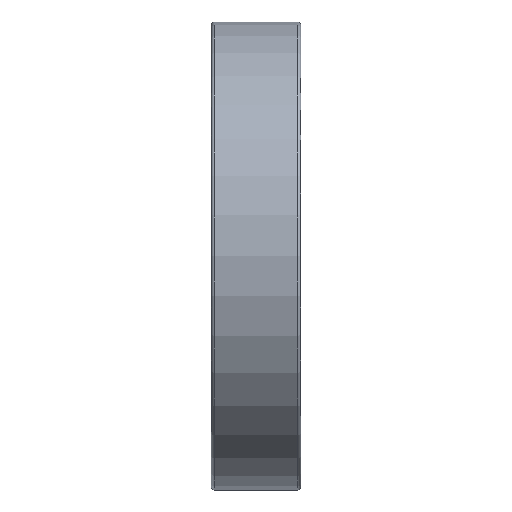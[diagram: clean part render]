
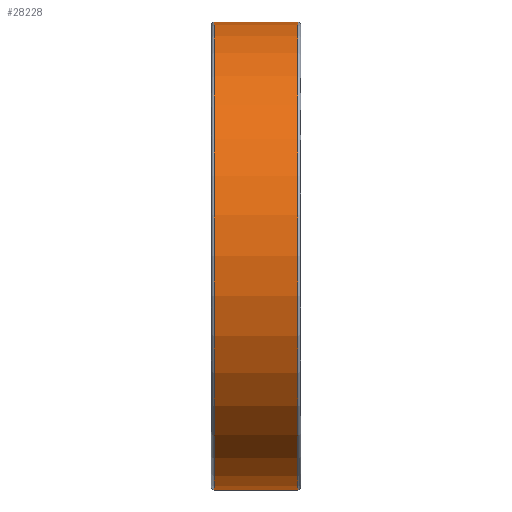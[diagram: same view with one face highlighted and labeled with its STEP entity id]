
A CAD part, top view. The second image highlights one B-rep face of the part: STEP entity #28228.
In plain terms, the highlighted cylindrical face has radius 23.5 mm (diameter 47 mm), a partial arc.
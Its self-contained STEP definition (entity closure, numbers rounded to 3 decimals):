
#16673=DIRECTION('',(-1.,0.,0.));
#16674=VECTOR('',#16673,8.4);
#16675=CARTESIAN_POINT('',(4.2,23.5,0.));
#16676=LINE('',#16675,#16674);
#16680=DIRECTION('',(-1.,0.,0.));
#16681=VECTOR('',#16680,8.4);
#16682=CARTESIAN_POINT('',(4.2,-23.5,0.));
#16683=LINE('',#16682,#16681);
#16695=CARTESIAN_POINT('',(4.2,0.,0.));
#16696=DIRECTION('',(1.,0.,0.));
#16697=DIRECTION('',(0.,1.,0.));
#16698=AXIS2_PLACEMENT_3D('',#16695,#16696,#16697);
#16703=CARTESIAN_POINT('',(-4.2,0.,0.));
#16704=DIRECTION('',(1.,0.,0.));
#16705=DIRECTION('',(0.,1.,0.));
#16706=AXIS2_PLACEMENT_3D('',#16703,#16704,#16705);
#24766=CARTESIAN_POINT('',(4.2,23.5,0.));
#24767=CARTESIAN_POINT('',(-4.2,23.5,0.));
#24768=VERTEX_POINT('',#24766);
#24769=VERTEX_POINT('',#24767);
#24778=CARTESIAN_POINT('',(4.2,-23.5,0.));
#24779=CARTESIAN_POINT('',(-4.2,-23.5,0.));
#24780=VERTEX_POINT('',#24778);
#24781=VERTEX_POINT('',#24779);
#28216=CARTESIAN_POINT('',(-4.95,0.,0.));
#28217=DIRECTION('',(1.,0.,0.));
#28218=DIRECTION('',(0.,-1.,0.));
#28219=AXIS2_PLACEMENT_3D('',#28216,#28217,#28218);
#28220=CYLINDRICAL_SURFACE('',#28219,23.5);
#28221=ORIENTED_EDGE('',*,*,#28206,.F.);
#28222=ORIENTED_EDGE('',*,*,#28183,.T.);
#28223=ORIENTED_EDGE('',*,*,#28210,.T.);
#28225=ORIENTED_EDGE('',*,*,#28224,.F.);
#28226=EDGE_LOOP('',(#28221,#28222,#28223,#28225));
#28227=FACE_OUTER_BOUND('',#28226,.F.);
#16699=CIRCLE('',#16698,23.5);
#16707=CIRCLE('',#16706,23.5);
#28183=EDGE_CURVE('',#24768,#24780,#16699,.T.);
#28206=EDGE_CURVE('',#24768,#24769,#16676,.T.);
#28210=EDGE_CURVE('',#24780,#24781,#16683,.T.);
#28224=EDGE_CURVE('',#24769,#24781,#16707,.T.);
#28228=ADVANCED_FACE('',(#28227),#28220,.T.);
